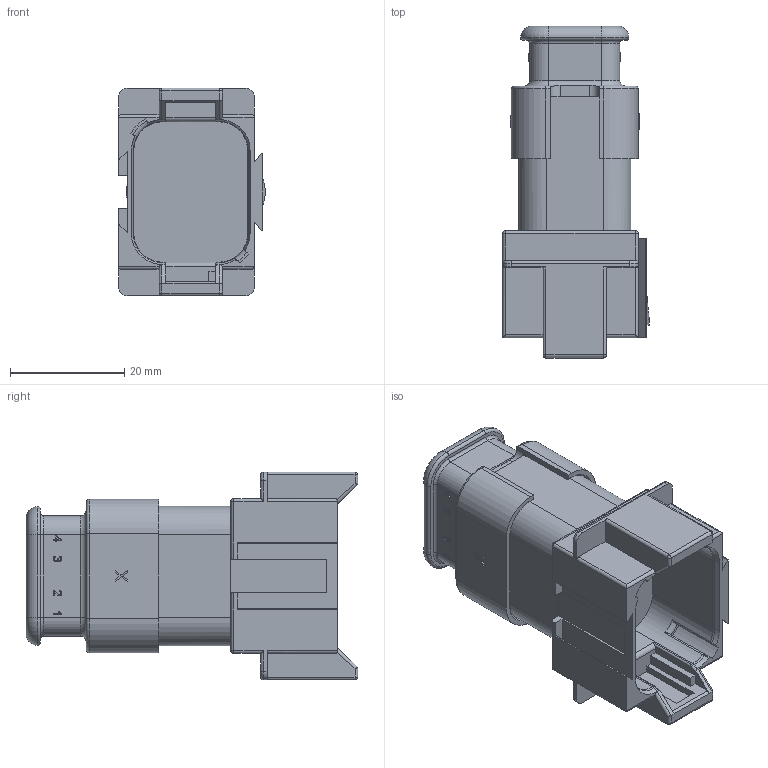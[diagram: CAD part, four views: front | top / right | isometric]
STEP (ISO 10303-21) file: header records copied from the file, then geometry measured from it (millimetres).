
FILE_DESCRIPTION((''),'2;1');
FILE_NAME('C-AT04-08PC-SR01_3D','2016-04-22T',('Jony.xie'),(''),'PRO/ENGINEER BY PARAMETRIC TECHNOLOGY CORPORATION, 2013230','PRO/ENGINEER BY PARAMETRIC TECHNOLOGY CORPORATION, 2013230','');
FILE_SCHEMA(('CONFIG_CONTROL_DESIGN'));
Length unit declared in the file: millimetre
Products named in the file (1): C-AT04-08PC-SR01_3D
Bounding box: 25.63 x 58 x 36.36 mm (x, y, z)
Volume: 19757.3 mm3; surface area: 12451.5 mm2
Topology: 1 solids, 11 shells, 1188 faces, 3229 edges, 2106 vertices
Faces by surface type: plane 740, cylinder 188, extrusion 145, torus 92, cone 11, sphere 8, bspline 4
Entity records: 38392 total; most frequent: CARTESIAN_POINT 8592, ORIENTED_EDGE 6442, DIRECTION 5623, EDGE_CURVE 3221, VECTOR 2445, LINE 2300, VERTEX_POINT 2106, AXIS2_PLACEMENT_3D 1589
